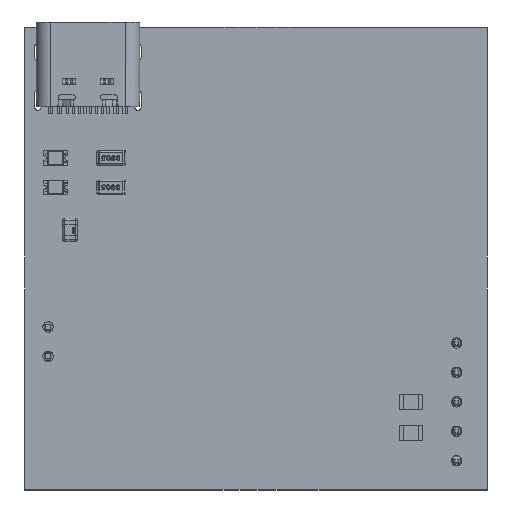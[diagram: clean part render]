
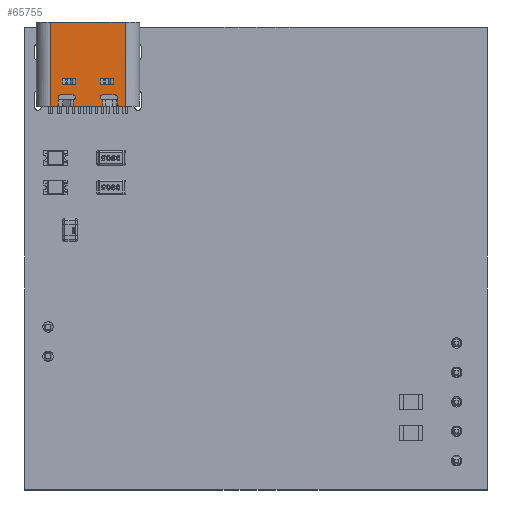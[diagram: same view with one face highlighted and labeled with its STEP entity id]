
A CAD part, top view. The second image highlights one B-rep face of the part: STEP entity #65755.
In plain terms, the highlighted face is planar.
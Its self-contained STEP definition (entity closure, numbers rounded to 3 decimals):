
#64211 = VERTEX_POINT('',#64212);
#64212 = CARTESIAN_POINT('',(2.196,3.31,-1.445));
#64221 = EDGE_CURVE('',#64211,#64222,#64224,.T.);
#64222 = VERTEX_POINT('',#64223);
#64223 = CARTESIAN_POINT('',(1.096,3.31,-1.445));
#64224 = LINE('',#64225,#64226);
#64225 = CARTESIAN_POINT('',(1.096,3.31,-1.446));
#64226 = VECTOR('',#64227,1.);
#64227 = DIRECTION('',(-1.,-0.,0.));
#64286 = EDGE_CURVE('',#64287,#64289,#64291,.T.);
#64287 = VERTEX_POINT('',#64288);
#64288 = CARTESIAN_POINT('',(1.096,3.31,-0.948));
#64289 = VERTEX_POINT('',#64290);
#64290 = CARTESIAN_POINT('',(2.196,3.31,-0.948));
#64291 = LINE('',#64292,#64293);
#64292 = CARTESIAN_POINT('',(1.096,3.31,-0.946));
#64293 = VECTOR('',#64294,1.);
#64294 = DIRECTION('',(1.,0.,0.));
#64365 = VERTEX_POINT('',#64366);
#64366 = CARTESIAN_POINT('',(2.754,3.31,-3.353));
#64372 = EDGE_CURVE('',#64365,#64373,#64375,.T.);
#64373 = VERTEX_POINT('',#64374);
#64374 = CARTESIAN_POINT('',(3.22,3.31,-3.353));
#64375 = LINE('',#64376,#64377);
#64376 = CARTESIAN_POINT('',(0.,3.31,-3.353));
#64377 = VECTOR('',#64378,1.);
#64378 = DIRECTION('',(1.,0.,0.));
#64519 = EDGE_CURVE('',#64520,#64522,#64524,.T.);
#64520 = VERTEX_POINT('',#64521);
#64521 = CARTESIAN_POINT('',(-1.283,3.31,-3.353));
#64522 = VERTEX_POINT('',#64523);
#64523 = CARTESIAN_POINT('',(1.283,3.31,-3.353));
#64524 = LINE('',#64525,#64526);
#64525 = CARTESIAN_POINT('',(0.,3.31,-3.353));
#64526 = VECTOR('',#64527,1.);
#64527 = DIRECTION('',(1.,0.,0.));
#64598 = VERTEX_POINT('',#64599);
#64599 = CARTESIAN_POINT('',(3.22,3.31,3.953));
#65755 = ADVANCED_FACE('',(#65756,#65772,#65904),#65938,.F.);
#65756 = FACE_BOUND('',#65757,.T.);
#65757 = EDGE_LOOP('',(#65758,#65759,#65765,#65766));
#65758 = ORIENTED_EDGE('',*,*,#64286,.F.);
#65759 = ORIENTED_EDGE('',*,*,#65760,.T.);
#65760 = EDGE_CURVE('',#64287,#64222,#65761,.T.);
#65761 = LINE('',#65762,#65763);
#65762 = CARTESIAN_POINT('',(1.096,3.31,-0.949));
#65763 = VECTOR('',#65764,1.);
#65764 = DIRECTION('',(-0.,-0.,-1.));
#65765 = ORIENTED_EDGE('',*,*,#64221,.F.);
#65766 = ORIENTED_EDGE('',*,*,#65767,.F.);
#65767 = EDGE_CURVE('',#64289,#64211,#65768,.T.);
#65768 = LINE('',#65769,#65770);
#65769 = CARTESIAN_POINT('',(2.196,3.31,-0.949));
#65770 = VECTOR('',#65771,1.);
#65771 = DIRECTION('',(-0.,-0.,-1.));
#65772 = FACE_BOUND('',#65773,.T.);
#65773 = EDGE_LOOP('',(#65774,#65775,#65784,#65792,#65801,#65809,#65818,
    #65824,#65825,#65833,#65842,#65850,#65859,#65867,#65876,#65884,
    #65892,#65898));
#65774 = ORIENTED_EDGE('',*,*,#64372,.F.);
#65775 = ORIENTED_EDGE('',*,*,#65776,.F.);
#65776 = EDGE_CURVE('',#65777,#64365,#65779,.T.);
#65777 = VERTEX_POINT('',#65778);
#65778 = CARTESIAN_POINT('',(2.554,3.31,-3.153));
#65779 = CIRCLE('',#65780,0.2);
#65780 = AXIS2_PLACEMENT_3D('',#65781,#65782,#65783);
#65781 = CARTESIAN_POINT('',(2.754,3.31,-3.153));
#65782 = DIRECTION('',(-0.,-1.,0.));
#65783 = DIRECTION('',(-0.,0.,-1.));
#65784 = ORIENTED_EDGE('',*,*,#65785,.F.);
#65785 = EDGE_CURVE('',#65786,#65777,#65788,.T.);
#65786 = VERTEX_POINT('',#65787);
#65787 = CARTESIAN_POINT('',(2.554,3.31,-2.553));
#65788 = LINE('',#65789,#65790);
#65789 = CARTESIAN_POINT('',(2.554,3.31,-2.553));
#65790 = VECTOR('',#65791,1.);
#65791 = DIRECTION('',(0.,0.,-1.));
#65792 = ORIENTED_EDGE('',*,*,#65793,.F.);
#65793 = EDGE_CURVE('',#65794,#65786,#65796,.T.);
#65794 = VERTEX_POINT('',#65795);
#65795 = CARTESIAN_POINT('',(2.354,3.31,-2.353));
#65796 = CIRCLE('',#65797,0.2);
#65797 = AXIS2_PLACEMENT_3D('',#65798,#65799,#65800);
#65798 = CARTESIAN_POINT('',(2.354,3.31,-2.553));
#65799 = DIRECTION('',(0.,1.,0.));
#65800 = DIRECTION('',(0.,-0.,1.));
#65801 = ORIENTED_EDGE('',*,*,#65802,.F.);
#65802 = EDGE_CURVE('',#65803,#65794,#65805,.T.);
#65803 = VERTEX_POINT('',#65804);
#65804 = CARTESIAN_POINT('',(1.283,3.31,-2.353));
#65805 = LINE('',#65806,#65807);
#65806 = CARTESIAN_POINT('',(1.283,3.31,-2.353));
#65807 = VECTOR('',#65808,1.);
#65808 = DIRECTION('',(1.,0.,0.));
#65809 = ORIENTED_EDGE('',*,*,#65810,.F.);
#65810 = EDGE_CURVE('',#65811,#65803,#65813,.T.);
#65811 = VERTEX_POINT('',#65812);
#65812 = CARTESIAN_POINT('',(1.283,3.31,-2.753));
#65813 = CIRCLE('',#65814,0.2);
#65814 = AXIS2_PLACEMENT_3D('',#65815,#65816,#65817);
#65815 = CARTESIAN_POINT('',(1.283,3.31,-2.553));
#65816 = DIRECTION('',(0.,1.,0.));
#65817 = DIRECTION('',(0.,-0.,1.));
#65818 = ORIENTED_EDGE('',*,*,#65819,.T.);
#65819 = EDGE_CURVE('',#65811,#64522,#65820,.T.);
#65820 = LINE('',#65821,#65822);
#65821 = CARTESIAN_POINT('',(1.283,3.31,-2.753));
#65822 = VECTOR('',#65823,1.);
#65823 = DIRECTION('',(0.,0.,-1.));
#65824 = ORIENTED_EDGE('',*,*,#64519,.F.);
#65825 = ORIENTED_EDGE('',*,*,#65826,.F.);
#65826 = EDGE_CURVE('',#65827,#64520,#65829,.T.);
#65827 = VERTEX_POINT('',#65828);
#65828 = CARTESIAN_POINT('',(-1.283,3.31,-2.753));
#65829 = LINE('',#65830,#65831);
#65830 = CARTESIAN_POINT('',(-1.283,3.31,-2.753));
#65831 = VECTOR('',#65832,1.);
#65832 = DIRECTION('',(0.,0.,-1.));
#65833 = ORIENTED_EDGE('',*,*,#65834,.T.);
#65834 = EDGE_CURVE('',#65827,#65835,#65837,.T.);
#65835 = VERTEX_POINT('',#65836);
#65836 = CARTESIAN_POINT('',(-1.283,3.31,-2.353));
#65837 = CIRCLE('',#65838,0.2);
#65838 = AXIS2_PLACEMENT_3D('',#65839,#65840,#65841);
#65839 = CARTESIAN_POINT('',(-1.283,3.31,-2.553));
#65840 = DIRECTION('',(0.,-1.,0.));
#65841 = DIRECTION('',(-0.,0.,1.));
#65842 = ORIENTED_EDGE('',*,*,#65843,.T.);
#65843 = EDGE_CURVE('',#65835,#65844,#65846,.T.);
#65844 = VERTEX_POINT('',#65845);
#65845 = CARTESIAN_POINT('',(-2.354,3.31,-2.353));
#65846 = LINE('',#65847,#65848);
#65847 = CARTESIAN_POINT('',(-1.283,3.31,-2.353));
#65848 = VECTOR('',#65849,1.);
#65849 = DIRECTION('',(-1.,0.,0.));
#65850 = ORIENTED_EDGE('',*,*,#65851,.T.);
#65851 = EDGE_CURVE('',#65844,#65852,#65854,.T.);
#65852 = VERTEX_POINT('',#65853);
#65853 = CARTESIAN_POINT('',(-2.554,3.31,-2.553));
#65854 = CIRCLE('',#65855,0.2);
#65855 = AXIS2_PLACEMENT_3D('',#65856,#65857,#65858);
#65856 = CARTESIAN_POINT('',(-2.354,3.31,-2.553));
#65857 = DIRECTION('',(0.,-1.,0.));
#65858 = DIRECTION('',(-0.,0.,1.));
#65859 = ORIENTED_EDGE('',*,*,#65860,.T.);
#65860 = EDGE_CURVE('',#65852,#65861,#65863,.T.);
#65861 = VERTEX_POINT('',#65862);
#65862 = CARTESIAN_POINT('',(-2.554,3.31,-3.153));
#65863 = LINE('',#65864,#65865);
#65864 = CARTESIAN_POINT('',(-2.554,3.31,-2.553));
#65865 = VECTOR('',#65866,1.);
#65866 = DIRECTION('',(0.,0.,-1.));
#65867 = ORIENTED_EDGE('',*,*,#65868,.T.);
#65868 = EDGE_CURVE('',#65861,#65869,#65871,.T.);
#65869 = VERTEX_POINT('',#65870);
#65870 = CARTESIAN_POINT('',(-2.754,3.31,-3.353));
#65871 = CIRCLE('',#65872,0.2);
#65872 = AXIS2_PLACEMENT_3D('',#65873,#65874,#65875);
#65873 = CARTESIAN_POINT('',(-2.754,3.31,-3.153));
#65874 = DIRECTION('',(0.,1.,0.));
#65875 = DIRECTION('',(0.,-0.,-1.));
#65876 = ORIENTED_EDGE('',*,*,#65877,.T.);
#65877 = EDGE_CURVE('',#65869,#65878,#65880,.T.);
#65878 = VERTEX_POINT('',#65879);
#65879 = CARTESIAN_POINT('',(-3.22,3.31,-3.353));
#65880 = LINE('',#65881,#65882);
#65881 = CARTESIAN_POINT('',(0.,3.31,-3.353));
#65882 = VECTOR('',#65883,1.);
#65883 = DIRECTION('',(-1.,0.,0.));
#65884 = ORIENTED_EDGE('',*,*,#65885,.T.);
#65885 = EDGE_CURVE('',#65878,#65886,#65888,.T.);
#65886 = VERTEX_POINT('',#65887);
#65887 = CARTESIAN_POINT('',(-3.22,3.31,3.953));
#65888 = LINE('',#65889,#65890);
#65889 = CARTESIAN_POINT('',(-3.22,3.31,-3.353));
#65890 = VECTOR('',#65891,1.);
#65891 = DIRECTION('',(0.,0.,1.));
#65892 = ORIENTED_EDGE('',*,*,#65893,.T.);
#65893 = EDGE_CURVE('',#65886,#64598,#65894,.T.);
#65894 = LINE('',#65895,#65896);
#65895 = CARTESIAN_POINT('',(0.,3.31,3.953));
#65896 = VECTOR('',#65897,1.);
#65897 = DIRECTION('',(1.,0.,0.));
#65898 = ORIENTED_EDGE('',*,*,#65899,.F.);
#65899 = EDGE_CURVE('',#64373,#64598,#65900,.T.);
#65900 = LINE('',#65901,#65902);
#65901 = CARTESIAN_POINT('',(3.22,3.31,-3.353));
#65902 = VECTOR('',#65903,1.);
#65903 = DIRECTION('',(0.,0.,1.));
#65904 = FACE_BOUND('',#65905,.T.);
#65905 = EDGE_LOOP('',(#65906,#65916,#65924,#65932));
#65906 = ORIENTED_EDGE('',*,*,#65907,.T.);
#65907 = EDGE_CURVE('',#65908,#65910,#65912,.T.);
#65908 = VERTEX_POINT('',#65909);
#65909 = CARTESIAN_POINT('',(-1.096,3.31,-0.948));
#65910 = VERTEX_POINT('',#65911);
#65911 = CARTESIAN_POINT('',(-2.196,3.31,-0.948));
#65912 = LINE('',#65913,#65914);
#65913 = CARTESIAN_POINT('',(-1.096,3.31,-0.946));
#65914 = VECTOR('',#65915,1.);
#65915 = DIRECTION('',(-1.,0.,0.));
#65916 = ORIENTED_EDGE('',*,*,#65917,.T.);
#65917 = EDGE_CURVE('',#65910,#65918,#65920,.T.);
#65918 = VERTEX_POINT('',#65919);
#65919 = CARTESIAN_POINT('',(-2.196,3.31,-1.445));
#65920 = LINE('',#65921,#65922);
#65921 = CARTESIAN_POINT('',(-2.196,3.31,-0.949));
#65922 = VECTOR('',#65923,1.);
#65923 = DIRECTION('',(0.,-0.,-1.));
#65924 = ORIENTED_EDGE('',*,*,#65925,.T.);
#65925 = EDGE_CURVE('',#65918,#65926,#65928,.T.);
#65926 = VERTEX_POINT('',#65927);
#65927 = CARTESIAN_POINT('',(-1.096,3.31,-1.445));
#65928 = LINE('',#65929,#65930);
#65929 = CARTESIAN_POINT('',(-1.096,3.31,-1.446));
#65930 = VECTOR('',#65931,1.);
#65931 = DIRECTION('',(1.,0.,0.));
#65932 = ORIENTED_EDGE('',*,*,#65933,.F.);
#65933 = EDGE_CURVE('',#65908,#65926,#65934,.T.);
#65934 = LINE('',#65935,#65936);
#65935 = CARTESIAN_POINT('',(-1.096,3.31,-0.949));
#65936 = VECTOR('',#65937,1.);
#65937 = DIRECTION('',(0.,-0.,-1.));
#65938 = PLANE('',#65939);
#65939 = AXIS2_PLACEMENT_3D('',#65940,#65941,#65942);
#65940 = CARTESIAN_POINT('',(0.,3.31,-3.353));
#65941 = DIRECTION('',(0.,-1.,0.));
#65942 = DIRECTION('',(1.,0.,0.));
